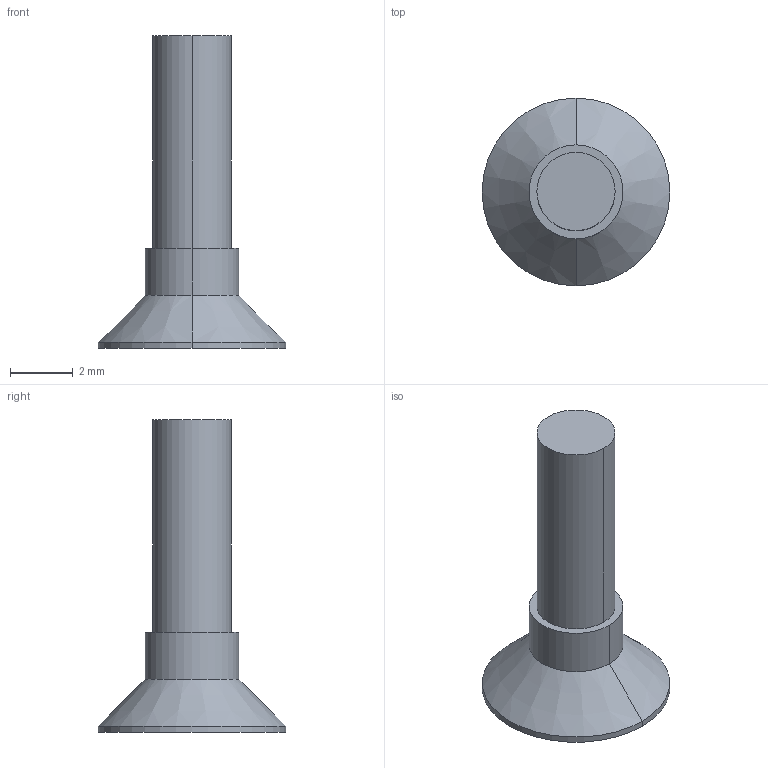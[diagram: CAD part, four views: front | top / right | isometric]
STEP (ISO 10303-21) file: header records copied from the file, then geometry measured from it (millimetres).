
FILE_DESCRIPTION((''),'2;1');
FILE_NAME('V3-10--_-_U5933_C','2021-10-19T14:05:30',('silo-mech'),(''),'CREO PARAMETRIC BY PTC INC, 2020454','CREO PARAMETRIC BY PTC INC, 2020454','');
FILE_SCHEMA(('CONFIG_CONTROL_DESIGN'));
Length unit declared in the file: millimetre
Products named in the file (1): V3-10--_-_U5933_C
Bounding box: 6 x 6 x 10 mm (x, y, z)
Volume: 70.2 mm3; surface area: 145 mm2
Topology: 1 solids, 1 shells, 18 faces, 38 edges, 24 vertices
Faces by surface type: plane 10, cylinder 6, cone 2
Entity records: 520 total; most frequent: DIRECTION 86, CARTESIAN_POINT 80, ORIENTED_EDGE 76, EDGE_CURVE 38, AXIS2_PLACEMENT_3D 30, VECTOR 26, LINE 26, VERTEX_POINT 24
